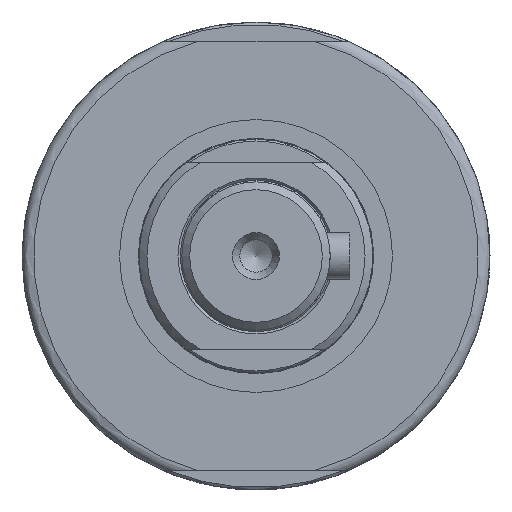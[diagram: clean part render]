
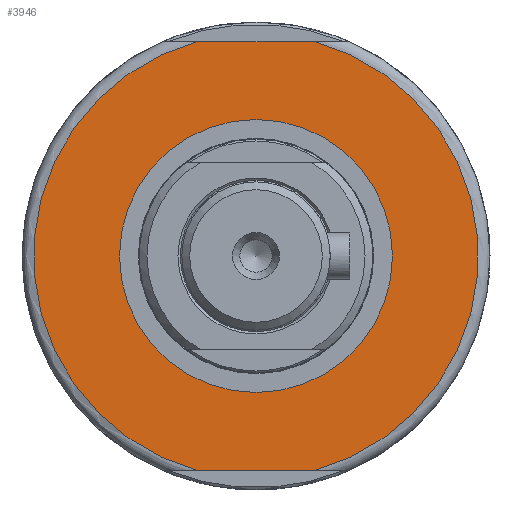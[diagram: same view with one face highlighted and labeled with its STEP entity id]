
A CAD part, left-side view. The second image highlights one B-rep face of the part: STEP entity #3946.
In plain terms, the highlighted planar face has unit normal (-1, 0, 0).
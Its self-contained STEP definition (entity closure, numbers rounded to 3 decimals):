
#324=FACE_BOUND('',#1378,.T.);
#619=LINE('',#6860,#893);
#620=LINE('',#6861,#894);
#893=VECTOR('',#5400,10.);
#894=VECTOR('',#5401,10.);
#1140=FACE_OUTER_BOUND('',#1377,.T.);
#1377=EDGE_LOOP('',(#3511,#3512,#3513,#3514));
#1378=EDGE_LOOP('',(#3515,#3516));
#1577=CIRCLE('',#4338,17.5);
#1578=CIRCLE('',#4339,17.5);
#1588=CIRCLE('',#4352,28.5);
#1591=CIRCLE('',#4356,28.5);
#1943=VERTEX_POINT('',#6762);
#1944=VERTEX_POINT('',#6764);
#1955=VERTEX_POINT('',#6791);
#1956=VERTEX_POINT('',#6806);
#1958=VERTEX_POINT('',#6825);
#1961=VERTEX_POINT('',#6843);
#2469=EDGE_CURVE('',#1944,#1943,#1577,.T.);
#2470=EDGE_CURVE('',#1943,#1944,#1578,.T.);
#2483=EDGE_CURVE('',#1955,#1956,#1588,.T.);
#2489=EDGE_CURVE('',#1961,#1958,#1591,.T.);
#2490=EDGE_CURVE('',#1955,#1958,#619,.T.);
#2491=EDGE_CURVE('',#1961,#1956,#620,.T.);
#3511=ORIENTED_EDGE('',*,*,#2490,.T.);
#3512=ORIENTED_EDGE('',*,*,#2489,.F.);
#3513=ORIENTED_EDGE('',*,*,#2491,.T.);
#3514=ORIENTED_EDGE('',*,*,#2483,.F.);
#3515=ORIENTED_EDGE('',*,*,#2469,.T.);
#3516=ORIENTED_EDGE('',*,*,#2470,.T.);
#3750=PLANE('',#4357);
#3946=ADVANCED_FACE('',(#1140,#324),#3750,.T.);
#4338=AXIS2_PLACEMENT_3D('',#6765,#5358,#5359);
#4339=AXIS2_PLACEMENT_3D('',#6766,#5360,#5361);
#4352=AXIS2_PLACEMENT_3D('',#6807,#5388,#5389);
#4356=AXIS2_PLACEMENT_3D('',#6858,#5396,#5397);
#4357=AXIS2_PLACEMENT_3D('',#6859,#5398,#5399);
#5358=DIRECTION('center_axis',(1.,0.,0.));
#5359=DIRECTION('ref_axis',(0.,-1.,0.));
#5360=DIRECTION('center_axis',(1.,0.,0.));
#5361=DIRECTION('ref_axis',(0.,-1.,0.));
#5388=DIRECTION('center_axis',(1.,0.,0.));
#5389=DIRECTION('ref_axis',(0.,-1.,0.));
#5396=DIRECTION('center_axis',(1.,0.,0.));
#5397=DIRECTION('ref_axis',(0.,-1.,0.));
#5398=DIRECTION('center_axis',(-1.,0.,0.));
#5399=DIRECTION('ref_axis',(0.,0.,
-1.));
#5400=DIRECTION('',(0.,-1.,0.));
#5401=DIRECTION('',(0.,1.,0.));
#6762=CARTESIAN_POINT('',(-198.7,17.5,0.));
#6764=CARTESIAN_POINT('',(-198.7,-17.5,0.));
#6765=CARTESIAN_POINT('Origin',(-198.7,0.,
0.));
#6766=CARTESIAN_POINT('Origin',(-198.7,0.,
0.));
#6791=CARTESIAN_POINT('',(-198.7,7.483,-27.5));
#6806=CARTESIAN_POINT('',(-198.7,7.483,27.5));
#6807=CARTESIAN_POINT('Origin',(-198.7,0.,
0.));
#6825=CARTESIAN_POINT('',(-198.7,-7.483,-27.5));
#6843=CARTESIAN_POINT('',(-198.7,-7.483,27.5));
#6858=CARTESIAN_POINT('Origin',(-198.7,0.,
0.));
#6859=CARTESIAN_POINT('Origin',(-198.7,-23.,0.));
#6860=CARTESIAN_POINT('',(-198.7,-24.063,-27.5));
#6861=CARTESIAN_POINT('',(-198.7,1.553,27.5));
